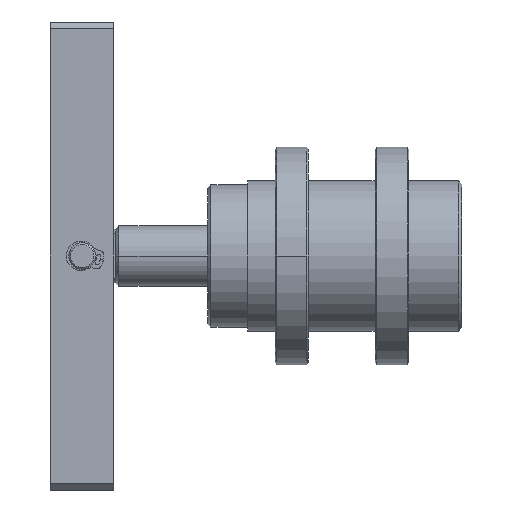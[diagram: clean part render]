
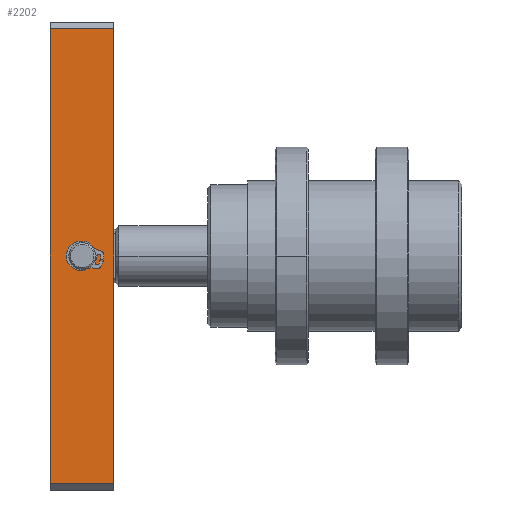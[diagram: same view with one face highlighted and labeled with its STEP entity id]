
A CAD part, left-side view. The second image highlights one B-rep face of the part: STEP entity #2202.
In plain terms, the highlighted face is planar.
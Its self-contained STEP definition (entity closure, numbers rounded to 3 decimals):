
#119 = LINE ( 'NONE', #2600, #6745 ) ;
#898 = FACE_OUTER_BOUND ( 'NONE', #1315, .T. ) ;
#916 = FACE_BOUND ( 'NONE', #1324, .T. ) ;
#968 = CIRCLE ( 'NONE', #2424, 4. ) ;
#1315 = EDGE_LOOP ( 'NONE', ( #1891, #1892, #2051, #2112 ) ) ;
#1324 = EDGE_LOOP ( 'NONE', ( #1860, #2114 ) ) ;
#1790 = EDGE_CURVE ( 'NONE', #5258, #5084, #968, .T. ) ;
#1860 = ORIENTED_EDGE ( 'NONE', *, *, #2642, .F. ) ;
#1891 = ORIENTED_EDGE ( 'NONE', *, *, #2622, .F. ) ;
#1892 = ORIENTED_EDGE ( 'NONE', *, *, #2643, .T. ) ;
#2051 = ORIENTED_EDGE ( 'NONE', *, *, #2636, .T. ) ;
#2112 = ORIENTED_EDGE ( 'NONE', *, *, #2644, .T. ) ;
#2114 = ORIENTED_EDGE ( 'NONE', *, *, #1790, .F. ) ;
#2202 = ADVANCED_FACE ( 'NONE', ( #916, #898 ), #4009, .F. ) ;
#2383 = AXIS2_PLACEMENT_3D ( 'NONE', #4014, #4004, #4003 ) ;
#2424 = AXIS2_PLACEMENT_3D ( 'NONE', #4827, #4825, #4824 ) ;
#2531 = DIRECTION ( 'NONE',  ( 0., 1., 0. ) ) ;
#2532 = CARTESIAN_POINT ( 'NONE',  ( 138., 19., 0. ) ) ;
#2533 = DIRECTION ( 'NONE',  ( 1., 0., 0. ) ) ;
#2534 = DIRECTION ( 'NONE',  ( 0., 0., 1. ) ) ;
#2538 = CARTESIAN_POINT ( 'NONE',  ( 70., 9.5, 0. ) ) ;
#2544 = DIRECTION ( 'NONE',  ( 0., -1., 0. ) ) ;
#2545 = CARTESIAN_POINT ( 'NONE',  ( 2., 19., 0. ) ) ;
#2557 = DIRECTION ( 'NONE',  ( 1., 0., 0. ) ) ;
#2559 = CARTESIAN_POINT ( 'NONE',  ( 140., 0., 0. ) ) ;
#2599 = DIRECTION ( 'NONE',  ( 1., 0., 0. ) ) ;
#2600 = CARTESIAN_POINT ( 'NONE',  ( 140., 19., 0. ) ) ;
#2622 = EDGE_CURVE ( 'NONE', #5057, #5148, #119, .T. ) ;
#2636 = EDGE_CURVE ( 'NONE', #5074, #5117, #6722, .T. ) ;
#2642 = EDGE_CURVE ( 'NONE', #5084, #5258, #6711, .T. ) ;
#2643 = EDGE_CURVE ( 'NONE', #5057, #5074, #6710, .T. ) ;
#2644 = EDGE_CURVE ( 'NONE', #5117, #5148, #6709, .T. ) ;
#3364 = CARTESIAN_POINT ( 'NONE',  ( 66., 9.5, 0. ) ) ;
#3461 = CARTESIAN_POINT ( 'NONE',  ( 138., 19., 0. ) ) ;
#3505 = CARTESIAN_POINT ( 'NONE',  ( 2., 0., 0. ) ) ;
#3515 = CARTESIAN_POINT ( 'NONE',  ( 74., 9.5, 0. ) ) ;
#3570 = CARTESIAN_POINT ( 'NONE',  ( 138., 0., 0. ) ) ;
#4003 = DIRECTION ( 'NONE',  ( -1., 0., 0. ) ) ;
#4004 = DIRECTION ( 'NONE',  ( 0., 0., -1. ) ) ;
#4009 = PLANE ( 'NONE',  #2383 ) ;
#4014 = CARTESIAN_POINT ( 'NONE',  ( 140., 19., 0. ) ) ;
#4513 = AXIS2_PLACEMENT_3D ( 'NONE', #2538, #2534, #2533 ) ;
#4824 = DIRECTION ( 'NONE',  ( 1., 0., 0. ) ) ;
#4825 = DIRECTION ( 'NONE',  ( 0., 0., 1. ) ) ;
#4827 = CARTESIAN_POINT ( 'NONE',  ( 70., 9.5, 0. ) ) ;
#5057 = VERTEX_POINT ( 'NONE', #5830 ) ;
#5074 = VERTEX_POINT ( 'NONE', #3505 ) ;
#5084 = VERTEX_POINT ( 'NONE', #3515 ) ;
#5117 = VERTEX_POINT ( 'NONE', #3570 ) ;
#5148 = VERTEX_POINT ( 'NONE', #3461 ) ;
#5258 = VERTEX_POINT ( 'NONE', #3364 ) ;
#5830 = CARTESIAN_POINT ( 'NONE',  ( 2., 19., 0. ) ) ;
#6706 = VECTOR ( 'NONE', #2531, 1000. ) ;
#6708 = VECTOR ( 'NONE', #2544, 1000. ) ;
#6709 = LINE ( 'NONE', #2532, #6706 ) ;
#6710 = LINE ( 'NONE', #2545, #6708 ) ;
#6711 = CIRCLE ( 'NONE', #4513, 4. ) ;
#6719 = VECTOR ( 'NONE', #2557, 1000. ) ;
#6722 = LINE ( 'NONE', #2559, #6719 ) ;
#6745 = VECTOR ( 'NONE', #2599, 1000. ) ;
